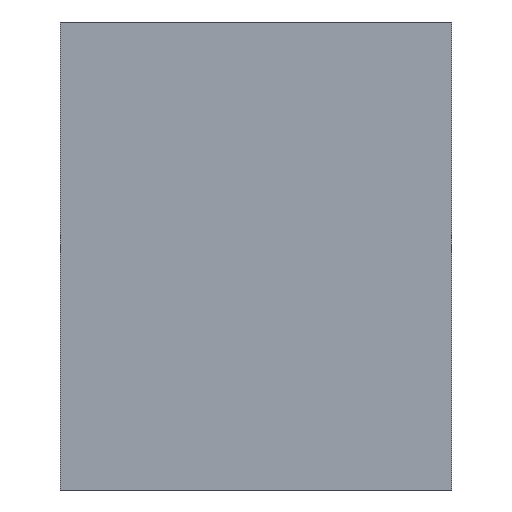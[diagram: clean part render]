
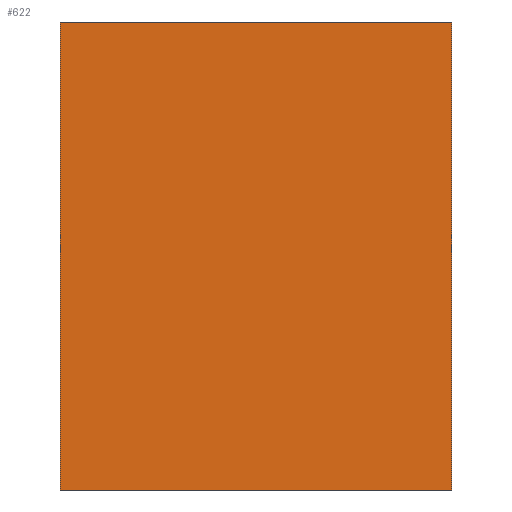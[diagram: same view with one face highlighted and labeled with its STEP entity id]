
A CAD part, left-side view. The second image highlights one B-rep face of the part: STEP entity #622.
In plain terms, the highlighted planar face has unit normal (-1, 0, 0).
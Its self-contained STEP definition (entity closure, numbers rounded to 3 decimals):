
#32=FACE_OUTER_BOUND($,#70,.T.);
#70=EDGE_LOOP($,(#446,#447,#448,#449));
#122=LINE($,#914,#206);
#123=LINE($,#917,#207);
#124=LINE($,#919,#208);
#125=LINE($,#920,#209);
#206=VECTOR($,#745,3.6);
#207=VECTOR($,#748,4.3);
#208=VECTOR($,#749,4.3);
#209=VECTOR($,#750,3.6);
#282=VERTEX_POINT($,#910);
#283=VERTEX_POINT($,#912);
#284=VERTEX_POINT($,#916);
#285=VERTEX_POINT($,#918);
#346=EDGE_CURVE($,#282,#283,#122,.T.);
#347=EDGE_CURVE($,#284,#282,#123,.T.);
#348=EDGE_CURVE($,#285,#283,#124,.T.);
#349=EDGE_CURVE($,#284,#285,#125,.T.);
#446=ORIENTED_EDGE($,*,*,#347,.T.);
#447=ORIENTED_EDGE($,*,*,#346,.T.);
#448=ORIENTED_EDGE($,*,*,#348,.F.);
#449=ORIENTED_EDGE($,*,*,#349,.F.);
#584=PLANE($,#671);
#622=ADVANCED_FACE($,(#32),#584,.T.);
#671=AXIS2_PLACEMENT_3D($,#915,#746,#747);
#745=DIRECTION($,(0.,1.,0.));
#746=DIRECTION('center_axis',(-1.,0.,0.));
#747=DIRECTION('ref_axis',(0.,0.,1.));
#748=DIRECTION($,(0.,0.,1.));
#749=DIRECTION($,(0.,0.,1.));
#750=DIRECTION($,(0.,1.,0.));
#910=CARTESIAN_POINT('',(-2.55,-1.8,4.3));
#912=CARTESIAN_POINT('',(-2.55,1.8,4.3));
#914=CARTESIAN_POINT($,(-2.55,-1.8,4.3));
#915=CARTESIAN_POINT('Origin',(-2.55,-1.8,0.));
#916=CARTESIAN_POINT('',(-2.55,-1.8,0.));
#917=CARTESIAN_POINT($,(-2.55,-1.8,0.));
#918=CARTESIAN_POINT('',(-2.55,1.8,0.));
#919=CARTESIAN_POINT($,(-2.55,1.8,0.));
#920=CARTESIAN_POINT($,(-2.55,-1.8,0.));
